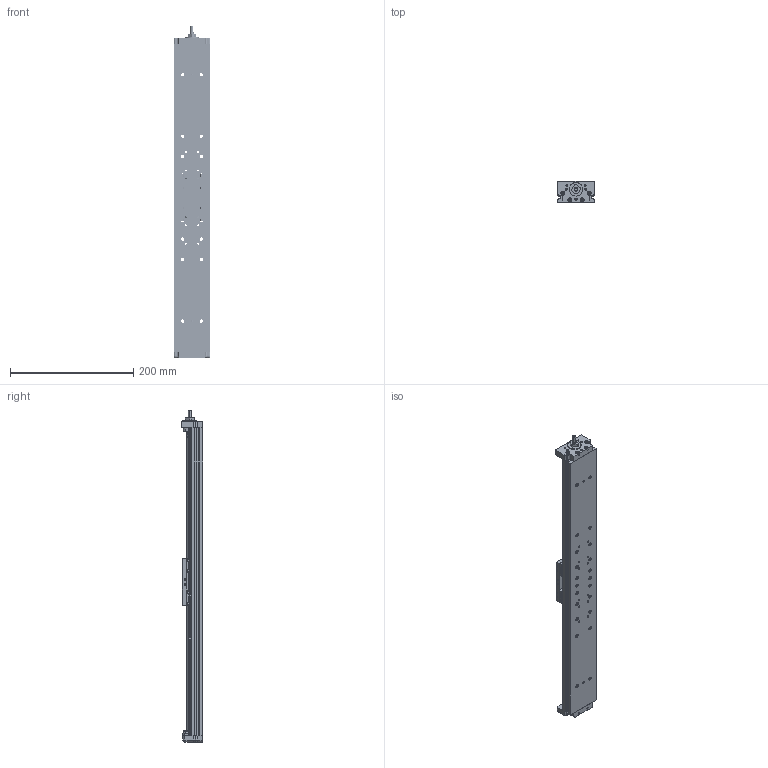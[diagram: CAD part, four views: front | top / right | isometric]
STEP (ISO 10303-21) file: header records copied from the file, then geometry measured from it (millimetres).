
FILE_DESCRIPTION (( 'STEP AP203' ), '1' );
FILE_NAME ('LAHP-33TM410B10M.step', '2020-12-09T22:04:24', ( '' ), ( '' ), 'SwSTEP 2.0', 'SolidWorks 2019', '' );
FILE_SCHEMA (( 'CONFIG_CONTROL_DESIGN' ));
Length unit declared in the file: inch
Products named in the file (3): LAHP-33TM410B10M_BASE; LAHP-33TM410B10M; LAHP-33TM410B10M_CARRIAGE
Assembly tree (2 placements, depth 2):
  LAHP-33TM410B10M
    LAHP-33TM410B10M_BASE
    LAHP-33TM410B10M_CARRIAGE
Bounding box: 60 x 34.59 x 539.06 mm (x, y, z)
Volume: 486815.3 mm3; surface area: 178891.4 mm2
Topology: 2 solids, 160 shells, 3917 faces, 9243 edges, 5593 vertices
Faces by surface type: plane 1822, cylinder 1173, cone 747, bspline 175
Entity records: 118296 total; most frequent: CARTESIAN_POINT 27702, DIRECTION 19922, ORIENTED_EDGE 17770, EDGE_CURVE 8885, AXIS2_PLACEMENT_3D 7545, VERTEX_POINT 5593, LINE 4832, VECTOR 4832
